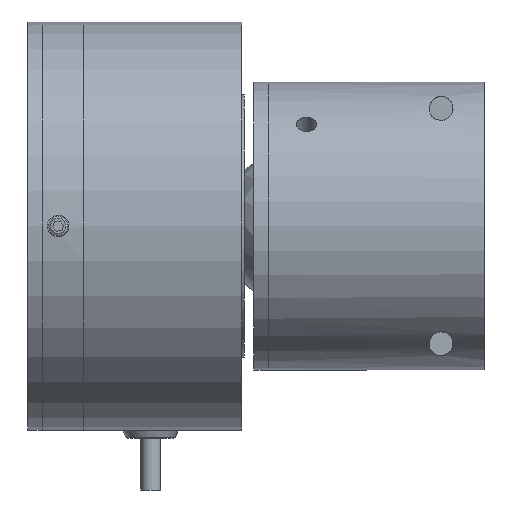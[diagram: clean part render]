
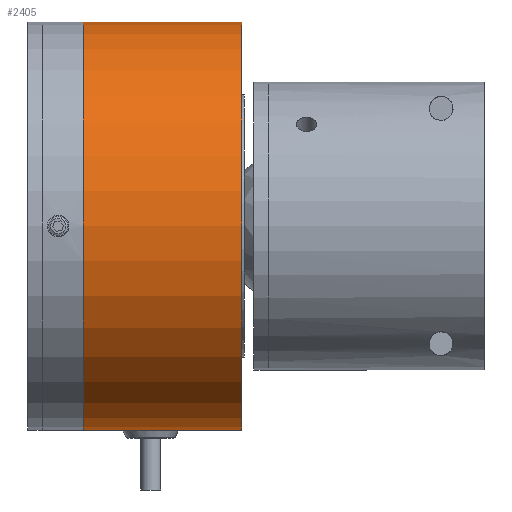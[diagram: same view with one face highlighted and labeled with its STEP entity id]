
A CAD part, front view. The second image highlights one B-rep face of the part: STEP entity #2405.
In plain terms, the highlighted cylindrical face has radius 42.5 mm (diameter 85 mm), a full revolution.
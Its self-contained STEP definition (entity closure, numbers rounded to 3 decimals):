
#10 = DIRECTION ( 'NONE',  ( 0., 0., 1. ) ) ;
#186 = VERTEX_POINT ( 'NONE', #11530 ) ;
#234 = CIRCLE ( 'NONE', #12065, 42.5 ) ;
#413 = DIRECTION ( 'NONE',  ( 1., 0., 0. ) ) ;
#612 = EDGE_CURVE ( 'NONE', #18383, #18383, #11175, .T. ) ;
#890 = DIRECTION ( 'NONE',  ( 0., 0., 1. ) ) ;
#1585 = FACE_OUTER_BOUND ( 'NONE', #14027, .T. ) ;
#1896 = EDGE_LOOP ( 'NONE', ( #10049, #7485, #11134, #14231 ) ) ;
#2405 = ADVANCED_FACE ( 'NONE', ( #14176, #12500, #1585 ), #8038, .T. ) ;
#3957 = CARTESIAN_POINT ( 'NONE',  ( 32.5, 41.5, -9.165 ) ) ;
#4160 = AXIS2_PLACEMENT_3D ( 'NONE', #16325, #14539, #20790 ) ;
#4194 = DIRECTION ( 'NONE',  ( -1., 0., 0. ) ) ;
#4878 = DIRECTION ( 'NONE',  ( -1., 0., 0. ) ) ;
#5164 = DIRECTION ( 'NONE',  ( 0., -1., 0. ) ) ;
#6043 = CIRCLE ( 'NONE', #17526, 42.5 ) ;
#6883 = DIRECTION ( 'NONE',  ( 0., 0., -1. ) ) ;
#7145 = EDGE_CURVE ( 'NONE', #12960, #20331, #9643, .T. ) ;
#7363 = VECTOR ( 'NONE', #13035, 1000. ) ;
#7485 = ORIENTED_EDGE ( 'NONE', *, *, #19207, .T. ) ;
#7497 = ORIENTED_EDGE ( 'NONE', *, *, #612, .F. ) ;
#8038 = CYLINDRICAL_SURFACE ( 'NONE', #16678, 42.5 ) ;
#8242 = EDGE_CURVE ( 'NONE', #20331, #186, #234, .T. ) ;
#8802 = VERTEX_POINT ( 'NONE', #10218 ) ;
#9050 = CARTESIAN_POINT ( 'NONE',  ( 8.5, 0., 0. ) ) ;
#9554 = EDGE_LOOP ( 'NONE', ( #7497 ) ) ;
#9643 = LINE ( 'NONE', #19075, #7363 ) ;
#10049 = ORIENTED_EDGE ( 'NONE', *, *, #8242, .T. ) ;
#10218 = CARTESIAN_POINT ( 'NONE',  ( 12.5, 41.5, 9.165 ) ) ;
#11134 = ORIENTED_EDGE ( 'NONE', *, *, #17243, .T. ) ;
#11175 = CIRCLE ( 'NONE', #11527, 42.5 ) ;
#11405 = CARTESIAN_POINT ( 'NONE',  ( 41.5, 0., 42.5 ) ) ;
#11527 = AXIS2_PLACEMENT_3D ( 'NONE', #9050, #4194, #890 ) ;
#11530 = CARTESIAN_POINT ( 'NONE',  ( 32.5, 41.5, 9.165 ) ) ;
#11818 = CARTESIAN_POINT ( 'NONE',  ( 12.5, 0., 0. ) ) ;
#12065 = AXIS2_PLACEMENT_3D ( 'NONE', #14894, #413, #6883 ) ;
#12482 = LINE ( 'NONE', #17362, #19601 ) ;
#12500 = FACE_OUTER_BOUND ( 'NONE', #9554, .T. ) ;
#12960 = VERTEX_POINT ( 'NONE', #18625 ) ;
#13035 = DIRECTION ( 'NONE',  ( 1., 0., 0. ) ) ;
#13294 = DIRECTION ( 'NONE',  ( -1., 0., 0. ) ) ;
#14027 = EDGE_LOOP ( 'NONE', ( #19652 ) ) ;
#14176 = FACE_BOUND ( 'NONE', #1896, .T. ) ;
#14231 = ORIENTED_EDGE ( 'NONE', *, *, #7145, .T. ) ;
#14539 = DIRECTION ( 'NONE',  ( -1., 0., 0. ) ) ;
#14894 = CARTESIAN_POINT ( 'NONE',  ( 32.5, 0., 0. ) ) ;
#15287 = CIRCLE ( 'NONE', #4160, 42.5 ) ;
#15743 = DIRECTION ( 'NONE',  ( -1., 0., 0. ) ) ;
#15965 = EDGE_CURVE ( 'NONE', #19671, #19671, #15287, .T. ) ;
#16325 = CARTESIAN_POINT ( 'NONE',  ( 41.5, 0., 0. ) ) ;
#16678 = AXIS2_PLACEMENT_3D ( 'NONE', #18965, #4878, #10 ) ;
#16774 = CARTESIAN_POINT ( 'NONE',  ( 8.5, 0., 42.5 ) ) ;
#17243 = EDGE_CURVE ( 'NONE', #8802, #12960, #6043, .T. ) ;
#17362 = CARTESIAN_POINT ( 'NONE',  ( 8.5, 41.5, 9.165 ) ) ;
#17526 = AXIS2_PLACEMENT_3D ( 'NONE', #11818, #13294, #5164 ) ;
#18383 = VERTEX_POINT ( 'NONE', #16774 ) ;
#18625 = CARTESIAN_POINT ( 'NONE',  ( 12.5, 41.5, -9.165 ) ) ;
#18965 = CARTESIAN_POINT ( 'NONE',  ( 8.5, 0., 0. ) ) ;
#19075 = CARTESIAN_POINT ( 'NONE',  ( 8.5, 41.5, -9.165 ) ) ;
#19207 = EDGE_CURVE ( 'NONE', #186, #8802, #12482, .T. ) ;
#19601 = VECTOR ( 'NONE', #15743, 1000. ) ;
#19652 = ORIENTED_EDGE ( 'NONE', *, *, #15965, .T. ) ;
#19671 = VERTEX_POINT ( 'NONE', #11405 ) ;
#20331 = VERTEX_POINT ( 'NONE', #3957 ) ;
#20790 = DIRECTION ( 'NONE',  ( 0., 0., 1. ) ) ;
